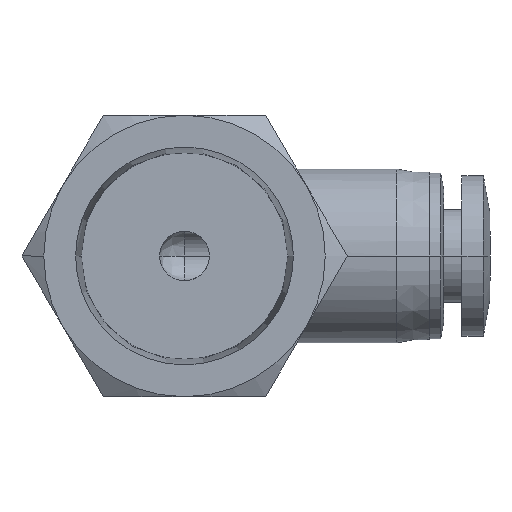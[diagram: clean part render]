
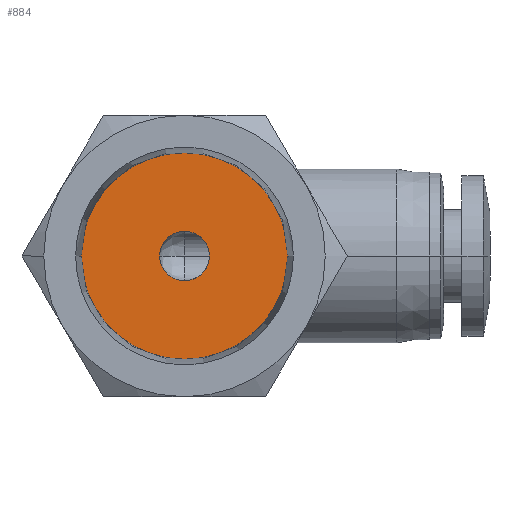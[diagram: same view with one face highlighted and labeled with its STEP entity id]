
A CAD part, front view. The second image highlights one B-rep face of the part: STEP entity #884.
In plain terms, the highlighted planar face has unit normal (0, -1, 0).
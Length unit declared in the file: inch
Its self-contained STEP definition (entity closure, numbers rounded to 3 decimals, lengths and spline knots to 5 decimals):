
#53 = DIRECTION ( 'NONE',  ( 1., 0., 0. ) ) ;
#98 = CARTESIAN_POINT ( 'NONE',  ( -0.24546, -0.07874, 0. ) ) ;
#196 = VERTEX_POINT ( 'NONE', #98 ) ;
#335 = AXIS2_PLACEMENT_3D ( 'NONE', #1380, #3108, #1645 ) ;
#416 = PLANE ( 'NONE',  #2049 ) ;
#429 = EDGE_CURVE ( 'NONE', #3001, #1818, #2428, .T. ) ;
#573 = CARTESIAN_POINT ( 'NONE',  ( 0., -0.07874, 0. ) ) ;
#605 = CIRCLE ( 'NONE', #335, 0.24546 ) ;
#629 = DIRECTION ( 'NONE',  ( -1., 0., 0. ) ) ;
#692 = CARTESIAN_POINT ( 'NONE',  ( 0.05906, -0.07874, 0. ) ) ;
#709 = ORIENTED_EDGE ( 'NONE', *, *, #3259, .T. ) ;
#793 = EDGE_CURVE ( 'NONE', #1818, #3001, #1290, .T. ) ;
#884 = ADVANCED_FACE ( 'NONE', ( #1657, #1583 ), #416, .F. ) ;
#945 = DIRECTION ( 'NONE',  ( 0., -1., 0. ) ) ;
#1221 = CARTESIAN_POINT ( 'NONE',  ( 0., -0.07874, 0. ) ) ;
#1270 = ORIENTED_EDGE ( 'NONE', *, *, #2247, .T. ) ;
#1290 = CIRCLE ( 'NONE', #2595, 0.05906 ) ;
#1380 = CARTESIAN_POINT ( 'NONE',  ( 0., -0.07874, 0. ) ) ;
#1583 = FACE_OUTER_BOUND ( 'NONE', #3027, .T. ) ;
#1602 = EDGE_LOOP ( 'NONE', ( #1740, #2137 ) ) ;
#1604 = CIRCLE ( 'NONE', #3301, 0.24546 ) ;
#1645 = DIRECTION ( 'NONE',  ( 1., 0., 0. ) ) ;
#1657 = FACE_BOUND ( 'NONE', #1602, .T. ) ;
#1689 = DIRECTION ( 'NONE',  ( 0., -1., 0. ) ) ;
#1740 = ORIENTED_EDGE ( 'NONE', *, *, #429, .F. ) ;
#1818 = VERTEX_POINT ( 'NONE', #692 ) ;
#2049 = AXIS2_PLACEMENT_3D ( 'NONE', #2373, #2362, #2318 ) ;
#2137 = ORIENTED_EDGE ( 'NONE', *, *, #793, .F. ) ;
#2247 = EDGE_CURVE ( 'NONE', #196, #2843, #1604, .T. ) ;
#2318 = DIRECTION ( 'NONE',  ( 0., 0., 1. ) ) ;
#2362 = DIRECTION ( 'NONE',  ( 0., 1., 0. ) ) ;
#2373 = CARTESIAN_POINT ( 'NONE',  ( 0.15226, -0.07874, 0. ) ) ;
#2410 = CARTESIAN_POINT ( 'NONE',  ( 0.24546, -0.07874, 0. ) ) ;
#2428 = CIRCLE ( 'NONE', #2555, 0.05906 ) ;
#2555 = AXIS2_PLACEMENT_3D ( 'NONE', #1221, #3223, #629 ) ;
#2595 = AXIS2_PLACEMENT_3D ( 'NONE', #573, #945, #3169 ) ;
#2843 = VERTEX_POINT ( 'NONE', #2410 ) ;
#2987 = CARTESIAN_POINT ( 'NONE',  ( -0.05906, -0.07874, 0. ) ) ;
#3001 = VERTEX_POINT ( 'NONE', #2987 ) ;
#3027 = EDGE_LOOP ( 'NONE', ( #709, #1270 ) ) ;
#3108 = DIRECTION ( 'NONE',  ( 0., -1., 0. ) ) ;
#3159 = CARTESIAN_POINT ( 'NONE',  ( 0., -0.07874, 0. ) ) ;
#3169 = DIRECTION ( 'NONE',  ( -1., 0., 0. ) ) ;
#3223 = DIRECTION ( 'NONE',  ( 0., -1., 0. ) ) ;
#3259 = EDGE_CURVE ( 'NONE', #2843, #196, #605, .T. ) ;
#3301 = AXIS2_PLACEMENT_3D ( 'NONE', #3159, #1689, #53 ) ;
